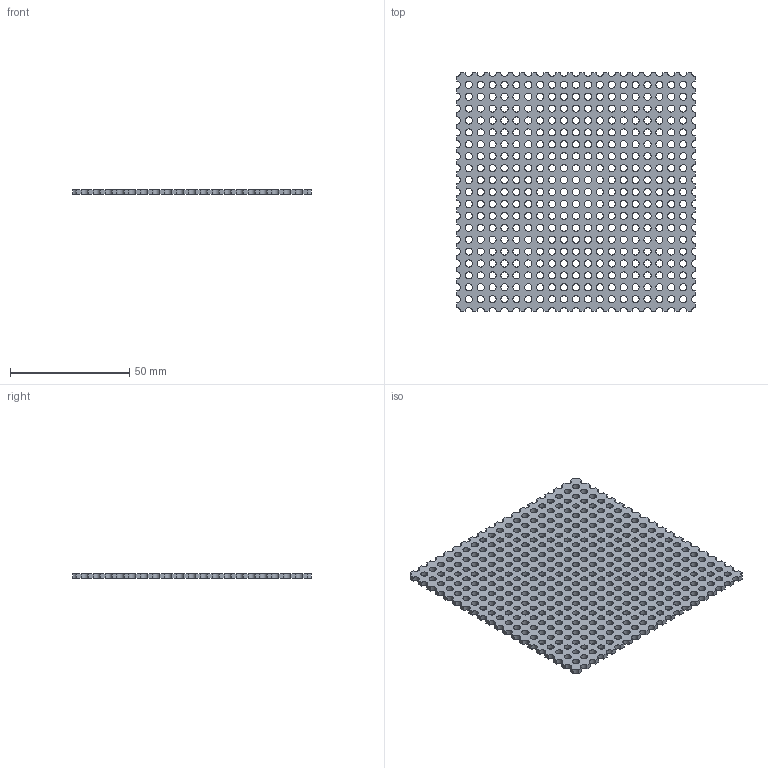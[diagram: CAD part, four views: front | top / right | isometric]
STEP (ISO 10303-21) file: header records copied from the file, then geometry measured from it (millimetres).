
FILE_DESCRIPTION (( 'STEP AP214' ), '1' );
FILE_NAME ('Green Board 100x100.STEP', '2022-02-11T14:09:10', ( '' ), ( '' ), 'SwSTEP 2.0', 'SolidWorks 2016', '' );
FILE_SCHEMA (( 'AUTOMOTIVE_DESIGN' ));
Length unit declared in the file: millimetre
Products named in the file (2): Green Board 100x100
Bounding box: 100 x 100 x 2 mm (x, y, z)
Volume: 14345.1 mm3; surface area: 22205 mm2
Topology: 1 solids, 1 shells, 903 faces, 2703 edges, 1802 vertices
Faces by surface type: cylinder 821, plane 82
Entity records: 32892 total; most frequent: DIRECTION 6155, CARTESIAN_POINT 5410, ORIENTED_EDGE 5406, EDGE_CURVE 2703, AXIS2_PLACEMENT_3D 2547, VERTEX_POINT 1802, CIRCLE 1642, EDGE_LOOP 1625
